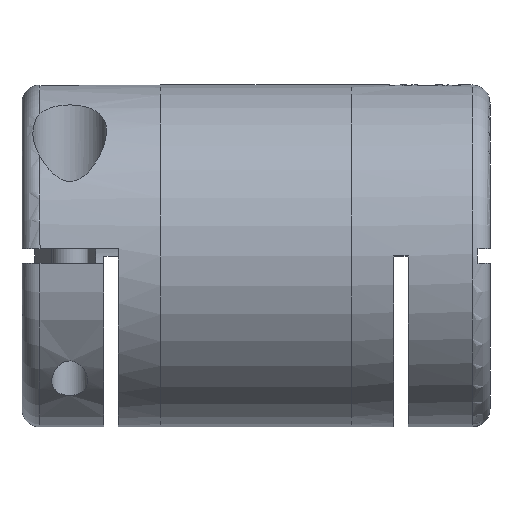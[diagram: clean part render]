
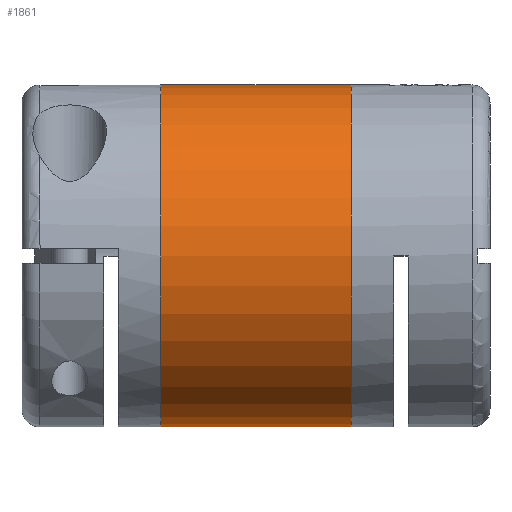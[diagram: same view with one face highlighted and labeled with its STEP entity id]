
A CAD part, front view. The second image highlights one B-rep face of the part: STEP entity #1861.
In plain terms, the highlighted cylindrical face has radius 9.5 mm (diameter 19 mm), a full revolution.
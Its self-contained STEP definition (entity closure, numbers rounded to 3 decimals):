
#84=CYLINDRICAL_SURFACE('',#2040,9.5);
#551=ORIENTED_EDGE('',*,*,#995,.T.);
#552=ORIENTED_EDGE('',*,*,#997,.F.);
#995=EDGE_CURVE('',#1235,#1235,#1392,.T.);
#997=EDGE_CURVE('',#1237,#1237,#1394,.T.);
#1235=VERTEX_POINT('',#2921);
#1237=VERTEX_POINT('',#2927);
#1392=CIRCLE('',#2035,9.5);
#1394=CIRCLE('',#2039,9.5);
#1493=EDGE_LOOP('',(#551));
#1494=EDGE_LOOP('',(#552));
#1647=FACE_BOUND('',#1493,.T.);
#1648=FACE_BOUND('',#1494,.T.);
#1861=ADVANCED_FACE('',(#1647,#1648),#84,.T.);
#2035=AXIS2_PLACEMENT_3D('',#2920,#2324,#2325);
#2039=AXIS2_PLACEMENT_3D('',#2926,#2332,#2333);
#2040=AXIS2_PLACEMENT_3D('',#2928,#2334,#2335);
#2324=DIRECTION('',(1.,0.,0.));
#2325=DIRECTION('',(0.,0.,-1.));
#2332=DIRECTION('',(1.,0.,0.));
#2333=DIRECTION('',(0.,0.,-1.));
#2334=DIRECTION('',(1.,0.,0.));
#2335=DIRECTION('',(0.,0.,-1.));
#2920=CARTESIAN_POINT('',(0.,0.,0.));
#2921=CARTESIAN_POINT('',(0.,0.,-9.5));
#2926=CARTESIAN_POINT('',(10.6,0.,0.));
#2927=CARTESIAN_POINT('',(10.6,0.,-9.5));
#2928=CARTESIAN_POINT('',(10.6,0.,0.));
